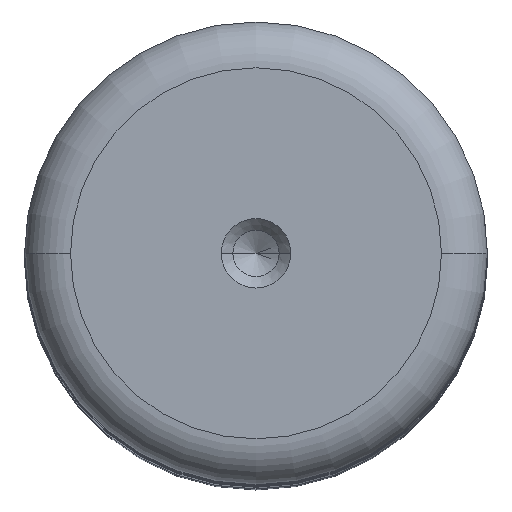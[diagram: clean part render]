
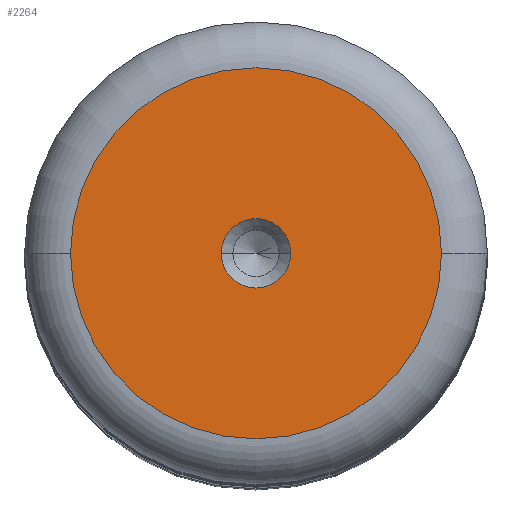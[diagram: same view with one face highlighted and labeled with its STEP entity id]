
A CAD part, top view. The second image highlights one B-rep face of the part: STEP entity #2264.
In plain terms, the highlighted planar face has unit normal (0, 0, 1).
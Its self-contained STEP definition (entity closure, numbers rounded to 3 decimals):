
#45 = DIRECTION ( 'NONE',  ( 0., 0., 1. ) ) ;
#66 = FACE_OUTER_BOUND ( 'NONE', #402, .T. ) ;
#105 = EDGE_CURVE ( 'NONE', #1753, #2275, #875, .T. ) ;
#201 = FACE_BOUND ( 'NONE', #823, .T. ) ;
#250 = PLANE ( 'NONE',  #864 ) ;
#331 = CIRCLE ( 'NONE', #1565, 8.013 ) ;
#402 = EDGE_LOOP ( 'NONE', ( #1375, #2516 ) ) ;
#418 = VERTEX_POINT ( 'NONE', #1928 ) ;
#462 = CARTESIAN_POINT ( 'NONE',  ( -8.013, 0., 120. ) ) ;
#468 = DIRECTION ( 'NONE',  ( 0., 0., 1. ) ) ;
#493 = CARTESIAN_POINT ( 'NONE',  ( 0., 0., 120. ) ) ;
#512 = AXIS2_PLACEMENT_3D ( 'NONE', #493, #1841, #687 ) ;
#622 = DIRECTION ( 'NONE',  ( 1., 0., 0. ) ) ;
#639 = DIRECTION ( 'NONE',  ( 0., 0., 1. ) ) ;
#654 = CARTESIAN_POINT ( 'NONE',  ( 0., 0., 120. ) ) ;
#675 = EDGE_CURVE ( 'NONE', #418, #2193, #1748, .T. ) ;
#687 = DIRECTION ( 'NONE',  ( 1., 0., 0. ) ) ;
#708 = AXIS2_PLACEMENT_3D ( 'NONE', #1619, #468, #1816 ) ;
#814 = CARTESIAN_POINT ( 'NONE',  ( 0., 0., 120. ) ) ;
#823 = EDGE_LOOP ( 'NONE', ( #1969, #1955 ) ) ;
#864 = AXIS2_PLACEMENT_3D ( 'NONE', #1016, #45, #1414 ) ;
#875 = CIRCLE ( 'NONE', #1545, 8.013 ) ;
#1006 = DIRECTION ( 'NONE',  ( 1., 0., 0. ) ) ;
#1016 = CARTESIAN_POINT ( 'NONE',  ( 0., 0., 120. ) ) ;
#1170 = CIRCLE ( 'NONE', #708, 1.5 ) ;
#1375 = ORIENTED_EDGE ( 'NONE', *, *, #2088, .T. ) ;
#1414 = DIRECTION ( 'NONE',  ( 1., 0., 0. ) ) ;
#1545 = AXIS2_PLACEMENT_3D ( 'NONE', #654, #639, #622 ) ;
#1565 = AXIS2_PLACEMENT_3D ( 'NONE', #814, #2172, #1006 ) ;
#1582 = EDGE_CURVE ( 'NONE', #2193, #418, #1170, .T. ) ;
#1619 = CARTESIAN_POINT ( 'NONE',  ( 0., 0., 120. ) ) ;
#1748 = CIRCLE ( 'NONE', #512, 1.5 ) ;
#1753 = VERTEX_POINT ( 'NONE', #462 ) ;
#1816 = DIRECTION ( 'NONE',  ( 1., 0., 0. ) ) ;
#1841 = DIRECTION ( 'NONE',  ( 0., 0., 1. ) ) ;
#1928 = CARTESIAN_POINT ( 'NONE',  ( -1.5, 0., 120. ) ) ;
#1955 = ORIENTED_EDGE ( 'NONE', *, *, #675, .F. ) ;
#1969 = ORIENTED_EDGE ( 'NONE', *, *, #1582, .F. ) ;
#2000 = CARTESIAN_POINT ( 'NONE',  ( 8.013, 0., 120. ) ) ;
#2013 = CARTESIAN_POINT ( 'NONE',  ( 1.5, 0., 120. ) ) ;
#2088 = EDGE_CURVE ( 'NONE', #2275, #1753, #331, .T. ) ;
#2172 = DIRECTION ( 'NONE',  ( 0., 0., 1. ) ) ;
#2193 = VERTEX_POINT ( 'NONE', #2013 ) ;
#2264 = ADVANCED_FACE ( 'NONE', ( #201, #66 ), #250, .T. ) ;
#2275 = VERTEX_POINT ( 'NONE', #2000 ) ;
#2516 = ORIENTED_EDGE ( 'NONE', *, *, #105, .T. ) ;
